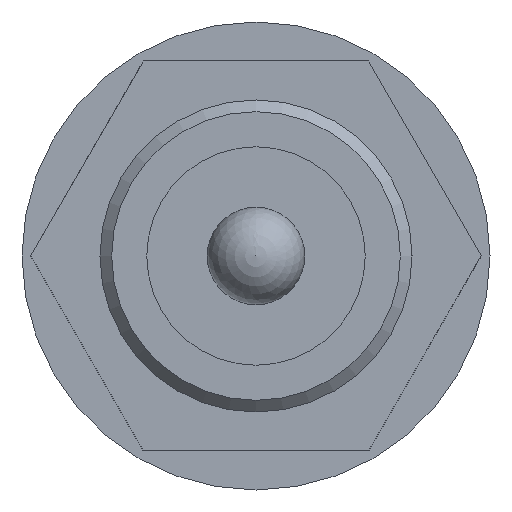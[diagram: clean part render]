
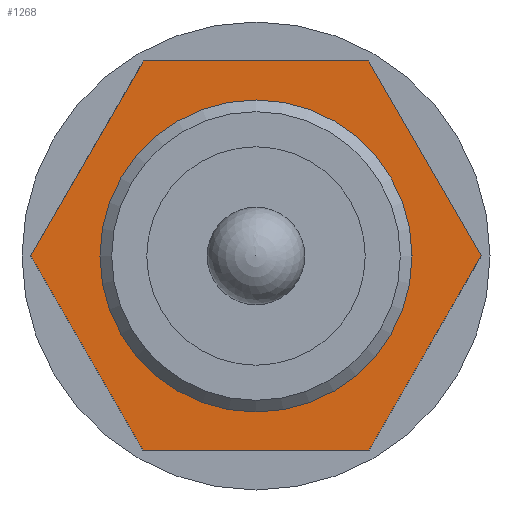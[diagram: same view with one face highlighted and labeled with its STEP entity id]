
A CAD part, front view. The second image highlights one B-rep face of the part: STEP entity #1268.
In plain terms, the highlighted planar face has unit normal (0, -1, 0).
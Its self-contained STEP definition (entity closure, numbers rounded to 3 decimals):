
#723 = VERTEX_POINT('',#724);
#724 = CARTESIAN_POINT('',(5.774,-4.,0.));
#731 = PLANE('',#732);
#732 = AXIS2_PLACEMENT_3D('',#733,#734,#735);
#733 = CARTESIAN_POINT('',(5.774,-2.,0.));
#734 = DIRECTION('',(-0.866,0.,-0.5));
#735 = DIRECTION('',(-0.5,0.,0.866));
#743 = PLANE('',#744);
#744 = AXIS2_PLACEMENT_3D('',#745,#746,#747);
#745 = CARTESIAN_POINT('',(2.887,-2.,-5.));
#746 = DIRECTION('',(-0.866,0.,0.5));
#747 = DIRECTION('',(0.5,0.,0.866));
#755 = EDGE_CURVE('',#723,#756,#758,.T.);
#756 = VERTEX_POINT('',#757);
#757 = CARTESIAN_POINT('',(2.887,-4.,5.));
#758 = SURFACE_CURVE('',#759,(#763,#770),.PCURVE_S1.);
#759 = LINE('',#760,#761);
#760 = CARTESIAN_POINT('',(5.774,-4.,0.));
#761 = VECTOR('',#762,1.);
#762 = DIRECTION('',(-0.5,0.,0.866));
#763 = PCURVE('',#731,#764);
#764 = DEFINITIONAL_REPRESENTATION('',(#765),#769);
#765 = LINE('',#766,#767);
#766 = CARTESIAN_POINT('',(0.,-2.));
#767 = VECTOR('',#768,1.);
#768 = DIRECTION('',(1.,0.));
#769 = ( GEOMETRIC_REPRESENTATION_CONTEXT(2) 
PARAMETRIC_REPRESENTATION_CONTEXT() REPRESENTATION_CONTEXT('2D SPACE',''
  ) );
#770 = PCURVE('',#771,#776);
#771 = PLANE('',#772);
#772 = AXIS2_PLACEMENT_3D('',#773,#774,#775);
#773 = CARTESIAN_POINT('',(0.,-4.,0.));
#774 = DIRECTION('',(0.,-1.,0.));
#775 = DIRECTION('',(0.,0.,-1.));
#776 = DEFINITIONAL_REPRESENTATION('',(#777),#781);
#777 = LINE('',#778,#779);
#778 = CARTESIAN_POINT('',(0.,5.774));
#779 = VECTOR('',#780,1.);
#780 = DIRECTION('',(-0.866,-0.5));
#781 = ( GEOMETRIC_REPRESENTATION_CONTEXT(2) 
PARAMETRIC_REPRESENTATION_CONTEXT() REPRESENTATION_CONTEXT('2D SPACE',''
  ) );
#799 = PLANE('',#800);
#800 = AXIS2_PLACEMENT_3D('',#801,#802,#803);
#801 = CARTESIAN_POINT('',(2.887,-2.,5.));
#802 = DIRECTION('',(0.,0.,-1.));
#803 = DIRECTION('',(-1.,0.,0.));
#841 = EDGE_CURVE('',#756,#842,#844,.T.);
#842 = VERTEX_POINT('',#843);
#843 = CARTESIAN_POINT('',(-2.887,-4.,5.));
#844 = SURFACE_CURVE('',#845,(#849,#856),.PCURVE_S1.);
#845 = LINE('',#846,#847);
#846 = CARTESIAN_POINT('',(2.887,-4.,5.));
#847 = VECTOR('',#848,1.);
#848 = DIRECTION('',(-1.,0.,0.));
#849 = PCURVE('',#799,#850);
#850 = DEFINITIONAL_REPRESENTATION('',(#851),#855);
#851 = LINE('',#852,#853);
#852 = CARTESIAN_POINT('',(0.,-2.));
#853 = VECTOR('',#854,1.);
#854 = DIRECTION('',(1.,0.));
#855 = ( GEOMETRIC_REPRESENTATION_CONTEXT(2) 
PARAMETRIC_REPRESENTATION_CONTEXT() REPRESENTATION_CONTEXT('2D SPACE',''
  ) );
#856 = PCURVE('',#771,#857);
#857 = DEFINITIONAL_REPRESENTATION('',(#858),#862);
#858 = LINE('',#859,#860);
#859 = CARTESIAN_POINT('',(-5.,2.887));
#860 = VECTOR('',#861,1.);
#861 = DIRECTION('',(0.,-1.));
#862 = ( GEOMETRIC_REPRESENTATION_CONTEXT(2) 
PARAMETRIC_REPRESENTATION_CONTEXT() REPRESENTATION_CONTEXT('2D SPACE',''
  ) );
#880 = PLANE('',#881);
#881 = AXIS2_PLACEMENT_3D('',#882,#883,#884);
#882 = CARTESIAN_POINT('',(-2.887,-2.,5.));
#883 = DIRECTION('',(0.866,0.,-0.5));
#884 = DIRECTION('',(-0.5,0.,-0.866));
#917 = EDGE_CURVE('',#842,#918,#920,.T.);
#918 = VERTEX_POINT('',#919);
#919 = CARTESIAN_POINT('',(-5.774,-4.,0.));
#920 = SURFACE_CURVE('',#921,(#925,#932),.PCURVE_S1.);
#921 = LINE('',#922,#923);
#922 = CARTESIAN_POINT('',(-2.887,-4.,5.));
#923 = VECTOR('',#924,1.);
#924 = DIRECTION('',(-0.5,0.,-0.866));
#925 = PCURVE('',#880,#926);
#926 = DEFINITIONAL_REPRESENTATION('',(#927),#931);
#927 = LINE('',#928,#929);
#928 = CARTESIAN_POINT('',(0.,-2.));
#929 = VECTOR('',#930,1.);
#930 = DIRECTION('',(1.,0.));
#931 = ( GEOMETRIC_REPRESENTATION_CONTEXT(2) 
PARAMETRIC_REPRESENTATION_CONTEXT() REPRESENTATION_CONTEXT('2D SPACE',''
  ) );
#932 = PCURVE('',#771,#933);
#933 = DEFINITIONAL_REPRESENTATION('',(#934),#938);
#934 = LINE('',#935,#936);
#935 = CARTESIAN_POINT('',(-5.,-2.887));
#936 = VECTOR('',#937,1.);
#937 = DIRECTION('',(0.866,-0.5));
#938 = ( GEOMETRIC_REPRESENTATION_CONTEXT(2) 
PARAMETRIC_REPRESENTATION_CONTEXT() REPRESENTATION_CONTEXT('2D SPACE',''
  ) );
#956 = PLANE('',#957);
#957 = AXIS2_PLACEMENT_3D('',#958,#959,#960);
#958 = CARTESIAN_POINT('',(-5.774,-2.,0.));
#959 = DIRECTION('',(0.866,0.,0.5));
#960 = DIRECTION('',(0.5,0.,-0.866));
#993 = EDGE_CURVE('',#918,#994,#996,.T.);
#994 = VERTEX_POINT('',#995);
#995 = CARTESIAN_POINT('',(-2.887,-4.,-5.));
#996 = SURFACE_CURVE('',#997,(#1001,#1008),.PCURVE_S1.);
#997 = LINE('',#998,#999);
#998 = CARTESIAN_POINT('',(-5.774,-4.,0.));
#999 = VECTOR('',#1000,1.);
#1000 = DIRECTION('',(0.5,0.,-0.866));
#1001 = PCURVE('',#956,#1002);
#1002 = DEFINITIONAL_REPRESENTATION('',(#1003),#1007);
#1003 = LINE('',#1004,#1005);
#1004 = CARTESIAN_POINT('',(0.,-2.));
#1005 = VECTOR('',#1006,1.);
#1006 = DIRECTION('',(1.,0.));
#1007 = ( GEOMETRIC_REPRESENTATION_CONTEXT(2) 
PARAMETRIC_REPRESENTATION_CONTEXT() REPRESENTATION_CONTEXT('2D SPACE',''
  ) );
#1008 = PCURVE('',#771,#1009);
#1009 = DEFINITIONAL_REPRESENTATION('',(#1010),#1014);
#1010 = LINE('',#1011,#1012);
#1011 = CARTESIAN_POINT('',(0.,-5.774));
#1012 = VECTOR('',#1013,1.);
#1013 = DIRECTION('',(0.866,0.5));
#1014 = ( GEOMETRIC_REPRESENTATION_CONTEXT(2) 
PARAMETRIC_REPRESENTATION_CONTEXT() REPRESENTATION_CONTEXT('2D SPACE',''
  ) );
#1032 = PLANE('',#1033);
#1033 = AXIS2_PLACEMENT_3D('',#1034,#1035,#1036);
#1034 = CARTESIAN_POINT('',(-2.887,-2.,-5.));
#1035 = DIRECTION('',(0.,0.,1.));
#1036 = DIRECTION('',(1.,0.,0.));
#1069 = EDGE_CURVE('',#994,#1070,#1072,.T.);
#1070 = VERTEX_POINT('',#1071);
#1071 = CARTESIAN_POINT('',(2.887,-4.,-5.));
#1072 = SURFACE_CURVE('',#1073,(#1077,#1084),.PCURVE_S1.);
#1073 = LINE('',#1074,#1075);
#1074 = CARTESIAN_POINT('',(-2.887,-4.,-5.));
#1075 = VECTOR('',#1076,1.);
#1076 = DIRECTION('',(1.,0.,0.));
#1077 = PCURVE('',#1032,#1078);
#1078 = DEFINITIONAL_REPRESENTATION('',(#1079),#1083);
#1079 = LINE('',#1080,#1081);
#1080 = CARTESIAN_POINT('',(0.,-2.));
#1081 = VECTOR('',#1082,1.);
#1082 = DIRECTION('',(1.,0.));
#1083 = ( GEOMETRIC_REPRESENTATION_CONTEXT(2) 
PARAMETRIC_REPRESENTATION_CONTEXT() REPRESENTATION_CONTEXT('2D SPACE',''
  ) );
#1084 = PCURVE('',#771,#1085);
#1085 = DEFINITIONAL_REPRESENTATION('',(#1086),#1090);
#1086 = LINE('',#1087,#1088);
#1087 = CARTESIAN_POINT('',(5.,-2.887));
#1088 = VECTOR('',#1089,1.);
#1089 = DIRECTION('',(0.,1.));
#1090 = ( GEOMETRIC_REPRESENTATION_CONTEXT(2) 
PARAMETRIC_REPRESENTATION_CONTEXT() REPRESENTATION_CONTEXT('2D SPACE',''
  ) );
#1140 = EDGE_CURVE('',#1070,#723,#1141,.T.);
#1141 = SURFACE_CURVE('',#1142,(#1146,#1153),.PCURVE_S1.);
#1142 = LINE('',#1143,#1144);
#1143 = CARTESIAN_POINT('',(2.887,-4.,-5.));
#1144 = VECTOR('',#1145,1.);
#1145 = DIRECTION('',(0.5,0.,0.866));
#1146 = PCURVE('',#743,#1147);
#1147 = DEFINITIONAL_REPRESENTATION('',(#1148),#1152);
#1148 = LINE('',#1149,#1150);
#1149 = CARTESIAN_POINT('',(0.,-2.));
#1150 = VECTOR('',#1151,1.);
#1151 = DIRECTION('',(1.,0.));
#1152 = ( GEOMETRIC_REPRESENTATION_CONTEXT(2) 
PARAMETRIC_REPRESENTATION_CONTEXT() REPRESENTATION_CONTEXT('2D SPACE',''
  ) );
#1153 = PCURVE('',#771,#1154);
#1154 = DEFINITIONAL_REPRESENTATION('',(#1155),#1159);
#1155 = LINE('',#1156,#1157);
#1156 = CARTESIAN_POINT('',(5.,2.887));
#1157 = VECTOR('',#1158,1.);
#1158 = DIRECTION('',(-0.866,0.5));
#1159 = ( GEOMETRIC_REPRESENTATION_CONTEXT(2) 
PARAMETRIC_REPRESENTATION_CONTEXT() REPRESENTATION_CONTEXT('2D SPACE',''
  ) );
#1189 = VERTEX_POINT('',#1190);
#1190 = CARTESIAN_POINT('',(4.,-4.,0.));
#1197 = CYLINDRICAL_SURFACE('',#1198,4.);
#1198 = AXIS2_PLACEMENT_3D('',#1199,#1200,#1201);
#1199 = CARTESIAN_POINT('',(0.,-2.,0.));
#1200 = DIRECTION('',(0.,1.,0.));
#1201 = DIRECTION('',(1.,0.,0.));
#1214 = EDGE_CURVE('',#1189,#1189,#1215,.T.);
#1215 = SURFACE_CURVE('',#1216,(#1221,#1227),.PCURVE_S1.);
#1216 = CIRCLE('',#1217,4.);
#1217 = AXIS2_PLACEMENT_3D('',#1218,#1219,#1220);
#1218 = CARTESIAN_POINT('',(0.,-4.,0.));
#1219 = DIRECTION('',(0.,-1.,0.));
#1220 = DIRECTION('',(1.,0.,0.));
#1221 = PCURVE('',#1197,#1222);
#1222 = DEFINITIONAL_REPRESENTATION('',(#1223),#1226);
#1223 = B_SPLINE_CURVE_WITH_KNOTS('',1,(#1224,#1225),.UNSPECIFIED.,.F.,
  .F.,(2,2),(0.,6.283),.PIECEWISE_BEZIER_KNOTS.);
#1224 = CARTESIAN_POINT('',(0.,-2.));
#1225 = CARTESIAN_POINT('',(-6.283,-2.));
#1226 = ( GEOMETRIC_REPRESENTATION_CONTEXT(2) 
PARAMETRIC_REPRESENTATION_CONTEXT() REPRESENTATION_CONTEXT('2D SPACE',''
  ) );
#1227 = PCURVE('',#771,#1228);
#1228 = DEFINITIONAL_REPRESENTATION('',(#1229),#1233);
#1229 = CIRCLE('',#1230,4.);
#1230 = AXIS2_PLACEMENT_2D('',#1231,#1232);
#1231 = CARTESIAN_POINT('',(0.,0.));
#1232 = DIRECTION('',(0.,1.));
#1233 = ( GEOMETRIC_REPRESENTATION_CONTEXT(2) 
PARAMETRIC_REPRESENTATION_CONTEXT() REPRESENTATION_CONTEXT('2D SPACE',''
  ) );
#1268 = ADVANCED_FACE('',(#1269,#1277),#771,.T.);
#1269 = FACE_BOUND('',#1270,.T.);
#1270 = EDGE_LOOP('',(#1271,#1272,#1273,#1274,#1275,#1276));
#1271 = ORIENTED_EDGE('',*,*,#755,.T.);
#1272 = ORIENTED_EDGE('',*,*,#841,.T.);
#1273 = ORIENTED_EDGE('',*,*,#917,.T.);
#1274 = ORIENTED_EDGE('',*,*,#993,.T.);
#1275 = ORIENTED_EDGE('',*,*,#1069,.T.);
#1276 = ORIENTED_EDGE('',*,*,#1140,.T.);
#1277 = FACE_BOUND('',#1278,.T.);
#1278 = EDGE_LOOP('',(#1279));
#1279 = ORIENTED_EDGE('',*,*,#1214,.F.);
